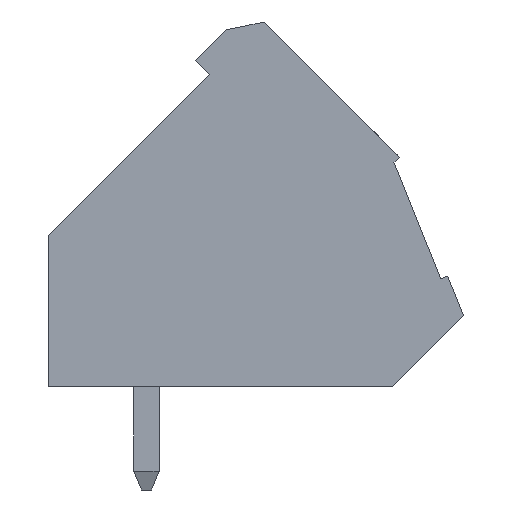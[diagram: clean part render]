
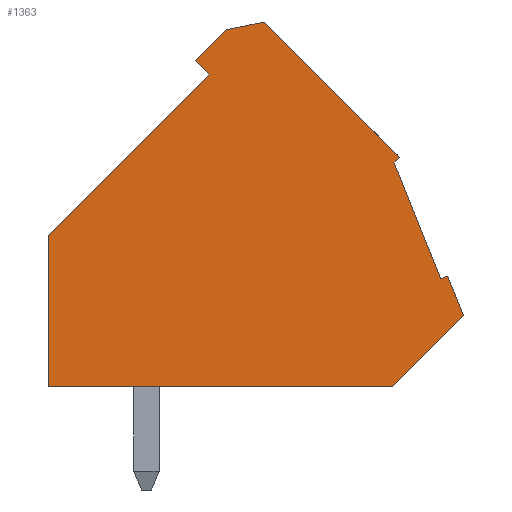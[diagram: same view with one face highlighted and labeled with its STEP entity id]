
A CAD part, left-side view. The second image highlights one B-rep face of the part: STEP entity #1363.
In plain terms, the highlighted planar face has unit normal (-1, 0, 0).
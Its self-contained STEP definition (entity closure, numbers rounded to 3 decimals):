
#1363 = ADVANCED_FACE( '', ( #2912 ), #2913, .F. );
#2912 = FACE_OUTER_BOUND( '', #4690, .T. );
#2913 = PLANE( '', #4691 );
#4690 = EDGE_LOOP( '', ( #8474, #8475, #8476, #8477, #8478, #8479, #8480, #8481, #8482, #8483, #8484, #8485 ) );
#4691 = AXIS2_PLACEMENT_3D( '', #8486, #8487, #8488 );
#8474 = ORIENTED_EDGE( '', *, *, #11907, .F. );
#8475 = ORIENTED_EDGE( '', *, *, #12683, .F. );
#8476 = ORIENTED_EDGE( '', *, *, #11196, .F. );
#8477 = ORIENTED_EDGE( '', *, *, #12232, .F. );
#8478 = ORIENTED_EDGE( '', *, *, #12684, .F. );
#8479 = ORIENTED_EDGE( '', *, *, #12685, .F. );
#8480 = ORIENTED_EDGE( '', *, *, #12686, .F. );
#8481 = ORIENTED_EDGE( '', *, *, #12175, .F. );
#8482 = ORIENTED_EDGE( '', *, *, #11887, .F. );
#8483 = ORIENTED_EDGE( '', *, *, #11293, .F. );
#8484 = ORIENTED_EDGE( '', *, *, #12687, .F. );
#8485 = ORIENTED_EDGE( '', *, *, #12515, .F. );
#8486 = CARTESIAN_POINT( '', ( -33.72, 0., 0. ) );
#8487 = DIRECTION( '', ( 1., 0., 0. ) );
#8488 = DIRECTION( '', ( 0., 0., -1. ) );
#11196 = EDGE_CURVE( '', #13499, #13500, #13501, .T. );
#11293 = EDGE_CURVE( '', #13675, #13676, #13677, .T. );
#11887 = EDGE_CURVE( '', #13676, #14698, #14699, .T. );
#11907 = EDGE_CURVE( '', #14730, #14732, #14733, .T. );
#12175 = EDGE_CURVE( '', #14698, #15156, #15157, .T. );
#12232 = EDGE_CURVE( '', #15245, #13499, #15247, .T. );
#12515 = EDGE_CURVE( '', #14732, #15639, #15640, .T. );
#12683 = EDGE_CURVE( '', #13500, #14730, #15871, .T. );
#12684 = EDGE_CURVE( '', #15872, #15245, #15873, .T. );
#12685 = EDGE_CURVE( '', #15874, #15872, #15875, .T. );
#12686 = EDGE_CURVE( '', #15156, #15874, #15876, .T. );
#12687 = EDGE_CURVE( '', #15639, #13675, #15877, .T. );
#13499 = VERTEX_POINT( '', #16877 );
#13500 = VERTEX_POINT( '', #16878 );
#13501 = LINE( '', #16879, #16880 );
#13675 = VERTEX_POINT( '', #17135 );
#13676 = VERTEX_POINT( '', #17136 );
#13677 = LINE( '', #17137, #17138 );
#14698 = VERTEX_POINT( '', #18642 );
#14699 = LINE( '', #18643, #18644 );
#14730 = VERTEX_POINT( '', #18686 );
#14732 = VERTEX_POINT( '', #18689 );
#14733 = LINE( '', #18690, #18691 );
#15156 = VERTEX_POINT( '', #19320 );
#15157 = LINE( '', #19321, #19322 );
#15245 = VERTEX_POINT( '', #19446 );
#15247 = LINE( '', #19449, #19450 );
#15639 = VERTEX_POINT( '', #20067 );
#15640 = LINE( '', #20068, #20069 );
#15871 = LINE( '', #20432, #20433 );
#15872 = VERTEX_POINT( '', #20434 );
#15873 = LINE( '', #20435, #20436 );
#15874 = VERTEX_POINT( '', #20437 );
#15875 = LINE( '', #20438, #20439 );
#15876 = LINE( '', #20440, #20441 );
#15877 = LINE( '', #20442, #20443 );
#16877 = CARTESIAN_POINT( '', ( -33.72, -8.752, 1.294 ) );
#16878 = CARTESIAN_POINT( '', ( -33.72, -9.031, 1.406 ) );
#16879 = CARTESIAN_POINT( '', ( -33.72, -8.752, 1.294 ) );
#16880 = VECTOR( '', #21584, 1000. );
#17135 = CARTESIAN_POINT( '', ( -33.72, 6.836, 3. ) );
#17136 = CARTESIAN_POINT( '', ( -33.72, 0.422, 9.414 ) );
#17137 = CARTESIAN_POINT( '', ( -33.72, 6.836, 3. ) );
#17138 = VECTOR( '', #21681, 1000. );
#18642 = CARTESIAN_POINT( '', ( -33.72, 0.987, 9.98 ) );
#18643 = CARTESIAN_POINT( '', ( -33.72, 0.422, 9.414 ) );
#18644 = VECTOR( '', #22285, 1000. );
#18686 = CARTESIAN_POINT( '', ( -33.72, -9.664, -0.172 ) );
#18689 = CARTESIAN_POINT( '', ( -33.72, -6.836, -3. ) );
#18690 = CARTESIAN_POINT( '', ( -33.72, -9.664, -0.172 ) );
#18691 = VECTOR( '', #22307, 1000. );
#19320 = CARTESIAN_POINT( '', ( -33.72, -0.215, 11.182 ) );
#19321 = CARTESIAN_POINT( '', ( -33.72, 0.987, 9.98 ) );
#19322 = VECTOR( '', #22565, 1000. );
#19446 = CARTESIAN_POINT( '', ( -33.72, -6.897, 5.914 ) );
#19449 = CARTESIAN_POINT( '', ( -33.72, -6.897, 5.914 ) );
#19450 = VECTOR( '', #22639, 1000. );
#20067 = CARTESIAN_POINT( '', ( -33.72, 6.836, -3. ) );
#20068 = CARTESIAN_POINT( '', ( -33.72, -6.836, -3. ) );
#20069 = VECTOR( '', #22877, 1000. );
#20432 = CARTESIAN_POINT( '', ( -33.72, -9.031, 1.406 ) );
#20433 = VECTOR( '', #23025, 1000. );
#20434 = CARTESIAN_POINT( '', ( -33.72, -7.109, 6.126 ) );
#20435 = CARTESIAN_POINT( '', ( -33.72, -7.109, 6.126 ) );
#20436 = VECTOR( '', #23026, 1000. );
#20437 = CARTESIAN_POINT( '', ( -33.72, -1.735, 11.5 ) );
#20438 = CARTESIAN_POINT( '', ( -33.72, -1.735, 11.5 ) );
#20439 = VECTOR( '', #23027, 1000. );
#20440 = CARTESIAN_POINT( '', ( -33.72, -0.215, 11.182 ) );
#20441 = VECTOR( '', #23028, 1000. );
#20442 = CARTESIAN_POINT( '', ( -33.72, 6.836, -3. ) );
#20443 = VECTOR( '', #23029, 1000. );
#21584 = DIRECTION( '', ( 0., -0.928, 0.373 ) );
#21681 = DIRECTION( '', ( 0., -0.707, 0.707 ) );
#22285 = DIRECTION( '', ( 0., 0.707, 0.707 ) );
#22307 = DIRECTION( '', ( 0., 0.707, -0.707 ) );
#22565 = DIRECTION( '', ( 0., -0.707, 0.707 ) );
#22639 = DIRECTION( '', ( 0., -0.373, -0.928 ) );
#22877 = DIRECTION( '', ( 0., 1., 0. ) );
#23025 = DIRECTION( '', ( 0., -0.373, -0.928 ) );
#23026 = DIRECTION( '', ( 0., 0.707, -0.707 ) );
#23027 = DIRECTION( '', ( 0., -0.707, -0.707 ) );
#23028 = DIRECTION( '', ( 0., -0.979, 0.205 ) );
#23029 = DIRECTION( '', ( 0., 0., 1. ) );
